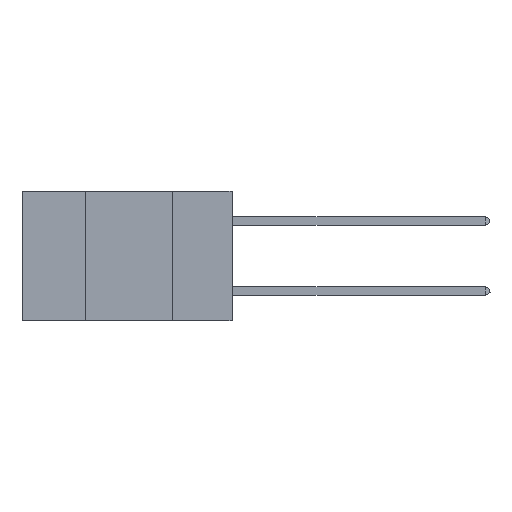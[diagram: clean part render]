
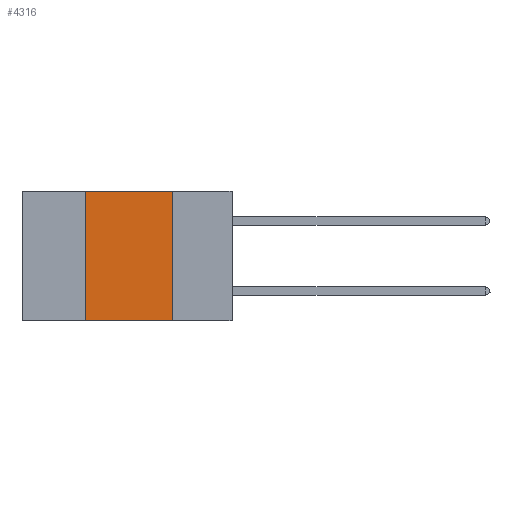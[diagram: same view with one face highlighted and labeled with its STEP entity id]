
A CAD part, left-side view. The second image highlights one B-rep face of the part: STEP entity #4316.
In plain terms, the highlighted planar face has unit normal (-1, 0, 0).
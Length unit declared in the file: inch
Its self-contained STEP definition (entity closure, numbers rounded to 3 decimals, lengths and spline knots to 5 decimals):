
#269 = LINE ( 'NONE', #9704, #4295 ) ;
#631 = PLANE ( 'NONE',  #12036 ) ;
#1730 = CARTESIAN_POINT ( 'NONE',  ( 0., 0.6, 0. ) ) ;
#1828 = DIRECTION ( 'NONE',  ( 0., 0., -1. ) ) ;
#2044 = CARTESIAN_POINT ( 'NONE',  ( 0., 0.42, 0. ) ) ;
#2524 = VERTEX_POINT ( 'NONE', #10478 ) ;
#2668 = LINE ( 'NONE', #6472, #5904 ) ;
#3117 = LINE ( 'NONE', #11981, #10693 ) ;
#3562 = EDGE_LOOP ( 'NONE', ( #8705, #11422, #8981, #7212 ) ) ;
#3893 = VERTEX_POINT ( 'NONE', #4323 ) ;
#4295 = VECTOR ( 'NONE', #11693, 39.37008 ) ;
#4316 = ADVANCED_FACE ( 'NONE', ( #9872 ), #631, .F. ) ;
#4323 = CARTESIAN_POINT ( 'NONE',  ( 0., 0.42, -0.37 ) ) ;
#4363 = EDGE_CURVE ( 'NONE', #3893, #2524, #11235, .T. ) ;
#4521 = DIRECTION ( 'NONE',  ( 0., -1., 0. ) ) ;
#5756 = DIRECTION ( 'NONE',  ( 1., 0., 0. ) ) ;
#5904 = VECTOR ( 'NONE', #4521, 39.37008 ) ;
#6472 = CARTESIAN_POINT ( 'NONE',  ( 0., 0.6, 0. ) ) ;
#7056 = CARTESIAN_POINT ( 'NONE',  ( 0., 0.17, -0.37 ) ) ;
#7212 = ORIENTED_EDGE ( 'NONE', *, *, #9659, .T. ) ;
#7478 = VECTOR ( 'NONE', #9014, 39.37008 ) ;
#7670 = CARTESIAN_POINT ( 'NONE',  ( 0., 0.17, 0. ) ) ;
#7871 = VERTEX_POINT ( 'NONE', #7056 ) ;
#8166 = EDGE_CURVE ( 'NONE', #2524, #9360, #2668, .T. ) ;
#8705 = ORIENTED_EDGE ( 'NONE', *, *, #8869, .F. ) ;
#8869 = EDGE_CURVE ( 'NONE', #9360, #7871, #3117, .T. ) ;
#8981 = ORIENTED_EDGE ( 'NONE', *, *, #4363, .F. ) ;
#9014 = DIRECTION ( 'NONE',  ( 0., 0., 1. ) ) ;
#9360 = VERTEX_POINT ( 'NONE', #7670 ) ;
#9659 = EDGE_CURVE ( 'NONE', #3893, #7871, #269, .T. ) ;
#9704 = CARTESIAN_POINT ( 'NONE',  ( 0., 0.6, -0.37 ) ) ;
#9872 = FACE_OUTER_BOUND ( 'NONE', #3562, .T. ) ;
#10478 = CARTESIAN_POINT ( 'NONE',  ( 0., 0.42, 0. ) ) ;
#10541 = DIRECTION ( 'NONE',  ( 0., 0., -1. ) ) ;
#10693 = VECTOR ( 'NONE', #1828, 39.37008 ) ;
#11235 = LINE ( 'NONE', #2044, #7478 ) ;
#11422 = ORIENTED_EDGE ( 'NONE', *, *, #8166, .F. ) ;
#11693 = DIRECTION ( 'NONE',  ( 0., -1., 0. ) ) ;
#11981 = CARTESIAN_POINT ( 'NONE',  ( 0., 0.17, 0. ) ) ;
#12036 = AXIS2_PLACEMENT_3D ( 'NONE', #1730, #5756, #10541 ) ;
